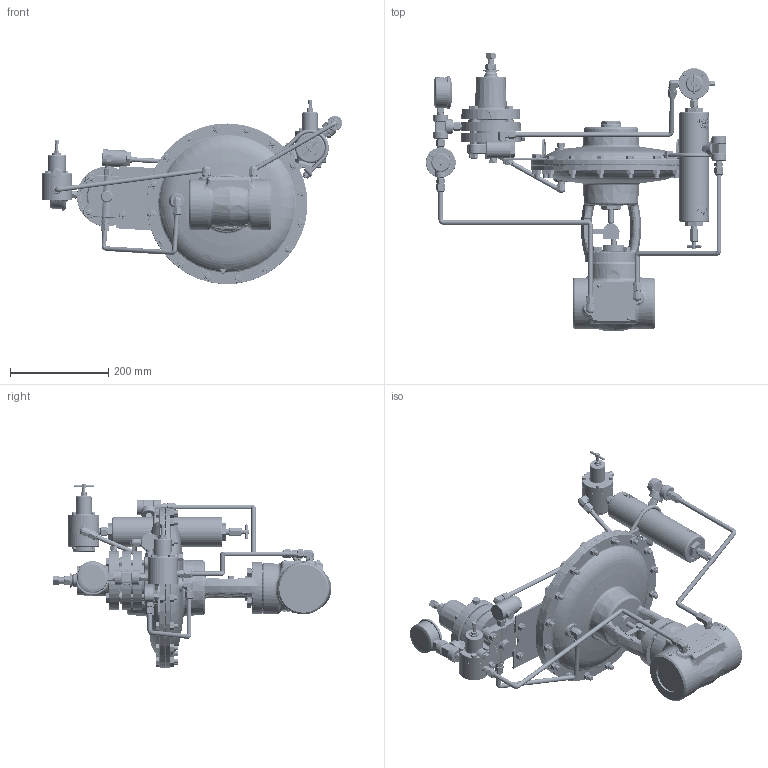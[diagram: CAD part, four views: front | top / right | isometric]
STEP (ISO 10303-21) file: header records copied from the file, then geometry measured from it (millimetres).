
FILE_DESCRIPTION (( 'STEP AP214' ), '1' );
FILE_NAME ('CVC2400SMT30-HPPR.step', '2024-08-12T15:51:09', ( '' ), ( '' ), 'SwSTEP 2.0', 'SolidWorks 2019', '' );
FILE_SCHEMA (( 'AUTOMOTIVE_DESIGN' ));
Length unit declared in the file: inch
Products named in the file (1): CVC2400SMT30-HPPR
Bounding box: 611.52 x 567.34 x 374.98 mm (x, y, z)
Volume: 8942689.6 mm3; surface area: 922103.2 mm2
Topology: 2 solids, 4 shells, 8844 faces, 22820 edges, 14411 vertices
Faces by surface type: plane 3725, bspline 2544, cone 1082, cylinder 1004, torus 404, sphere 85
Entity records: 472929 total; most frequent: CARTESIAN_POINT 205505, ORIENTED_EDGE 45398, DIRECTION 31619, EDGE_CURVE 22699, VERTEX_POINT 14411, AXIS2_PLACEMENT_3D 10706, LINE 10207, VECTOR 10207
